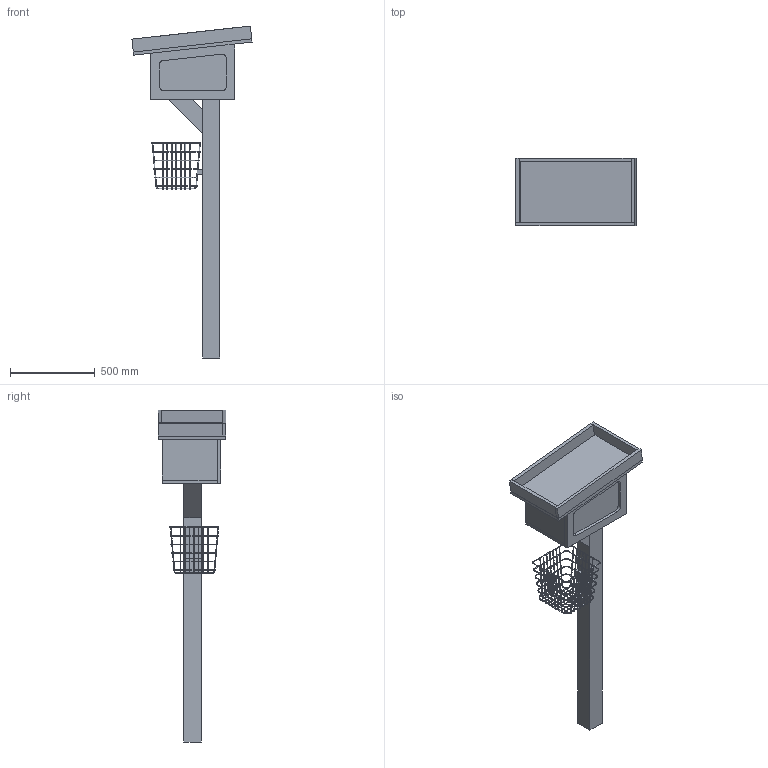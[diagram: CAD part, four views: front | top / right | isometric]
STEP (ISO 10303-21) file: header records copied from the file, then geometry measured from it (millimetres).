
FILE_DESCRIPTION(/* description */ ('','CAx-IF Rec.Pracs.---Representation and Presentation of Product Manufacturing Information (PMI)---4.0---2014-10-13'),/* implementation_level */ '2;1');
FILE_NAME(/* name */ 'ce0864a8-d7f0-4cb5-9b07-10112a8ee014.stp',/* time_stamp */ '2025-01-24T17:35:25Z',/* author */ (''),/* organization */ (''),/* preprocessor_version */ 'ST-DEVELOPER v20',/* originating_system */ 'Autodesk Translation Framework v13.20.0.188',/* authorisation */ '');
FILE_SCHEMA (('AP242_MANAGED_MODEL_BASED_3D_ENGINEERING_MIM_LF { 1 0 10303 442 1 1 4 }'));
Length unit declared in the file: inch
Products named in the file (15): Living Roof Little Library; Back Wall; Right Wall; Left Wall; Floor; Roof Base; Planter Front; Planter Sides; Planter Back; Door Jam; Door; Post; Post Cross Member; Window; Wire Basket
Assembly tree (14 placements, depth 2):
  Living Roof Little Library
    Back Wall
    Right Wall
    Left Wall
    Floor
    Roof Base
    Planter Front
    Planter Sides
    Planter Back
    Door Jam
    Door
    Post
    Post Cross Member
    Window
    Wire Basket
Bounding box: 707.78 x 400.05 x 1955.85 mm (x, y, z)
Volume: 37261182.1 mm3; surface area: 3463628.7 mm2
Topology: 67 solids, 67 shells, 362 faces, 636 edges, 408 vertices
Faces by surface type: plane 198, cylinder 112, torus 52
Full cylindrical faces by diameter (mm): 4 x104
Entity records: 9225 total; most frequent: DIRECTION 1750, CARTESIAN_POINT 1435, ORIENTED_EDGE 1272, AXIS2_PLACEMENT_3D 723, EDGE_CURVE 636, VERTEX_POINT 408, EDGE_LOOP 364, FACE_OUTER_BOUND 362
